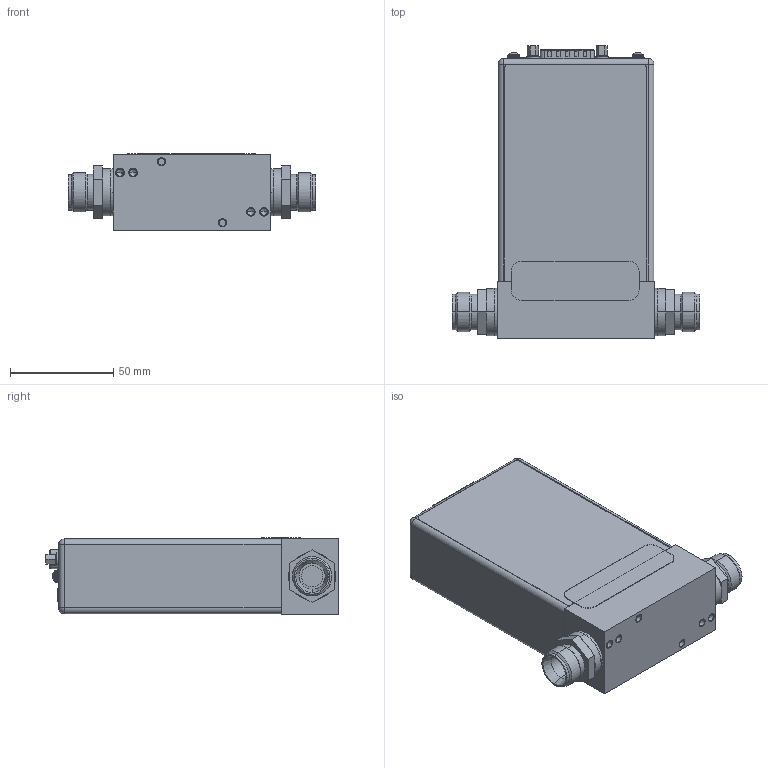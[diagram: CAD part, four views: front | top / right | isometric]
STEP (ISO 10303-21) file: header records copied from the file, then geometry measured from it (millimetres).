
FILE_DESCRIPTION((''),'2;1');
FILE_NAME('GM100A_15-PIN_ANALOG_1-2_TUBE_ASM','2016-08-31T',('cockrofm'),(''),'PRO/ENGINEER BY PARAMETRIC TECHNOLOGY CORPORATION, 2016100','PRO/ENGINEER BY PARAMETRIC TECHNOLOGY CORPORATION, 2016100','');
FILE_SCHEMA(('CONFIG_CONTROL_DESIGN'));
Length unit declared in the file: inch
Products named in the file (28): PRT0067; 185-7810_LCKWSHR_1; 1046608_PWB_BOARD_1; PRT0068; PRT0069; ASM0015_ASM; ASM0014_ASM; 1046651_20-PIN_CONN_ASM_1_ASM_ASM; PRT0070; 1037026_PUSH-BUTTON_1; 1041885_LED_1; 1046609_CCA_ASSY_ASM_1_ASM_ASM; PRT0071; ASM0016_ASM; PRT0072; PRT0073; PRT0074; PRT0075; PRT0076; 1046138-002_1; 1048315-002_1; PRT0077; PRT0078; 1054200_100SLM_DUMMY_ASM_1_ASM_ASM; PRT0081; PRT0082; GM100A_15-PIN_4VCR_ASM_ASM; GM100A_15-PIN_ANALOG_1-2_TUBE_ASM
Assembly tree (41 placements, depth 8):
  GM100A_15-PIN_ANALOG_1-2_TUBE_ASM
    GM100A_15-PIN_4VCR_ASM_ASM
      1054200_100SLM_DUMMY_ASM_1_ASM_ASM
        PRT0067
        185-7810_LCKWSHR_1
        1046609_CCA_ASSY_ASM_1_ASM_ASM
          1046608_PWB_BOARD_1
          1046651_20-PIN_CONN_ASM_1_ASM_ASM
            ASM0014_ASM  x2
              ASM0015_ASM
                PRT0068  x10
                PRT0069
          PRT0070
          1037026_PUSH-BUTTON_1
          1041885_LED_1
        ASM0016_ASM
          PRT0071
        PRT0072  x2
        PRT0073  x2
        PRT0074  x2
        PRT0075
        PRT0076
        1046138-002_1
        1048315-002_1
        PRT0077
        PRT0078
      PRT0081  x2
      PRT0082
Bounding box: 119.99 x 141.83 x 37.08 mm (x, y, z)
Volume: 108336.4 mm3; surface area: 118909.3 mm2
Topology: 43 solids, 51 shells, 2675 faces, 7150 edges, 4667 vertices
Faces by surface type: plane 1900, cylinder 615, extrusion 72, cone 44, torus 31, sphere 8, bspline 5
Entity records: 41631 total; most frequent: CARTESIAN_POINT 8739, DIRECTION 6707, ORIENTED_EDGE 6600, EDGE_CURVE 3314, VECTOR 2491, LINE 2439, VERTEX_POINT 2156, AXIS2_PLACEMENT_3D 2108
